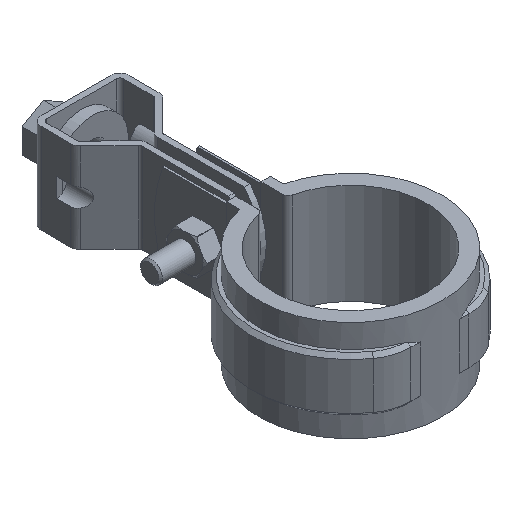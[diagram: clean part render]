
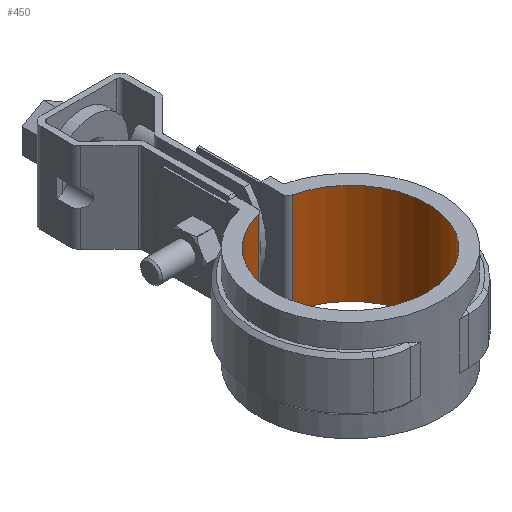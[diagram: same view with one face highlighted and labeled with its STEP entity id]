
A CAD part, isometric view. The second image highlights one B-rep face of the part: STEP entity #450.
In plain terms, the highlighted cylindrical face has radius 21.35 mm (diameter 42.7 mm), a partial arc.
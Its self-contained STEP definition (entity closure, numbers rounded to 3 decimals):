
#450 = ADVANCED_FACE( '', ( #838 ), #839, .F. );
#838 = FACE_OUTER_BOUND( '', #1724, .T. );
#839 = CYLINDRICAL_SURFACE( '', #1725, 21.35 );
#1724 = EDGE_LOOP( '', ( #4435, #4436, #4437, #4438 ) );
#1725 = AXIS2_PLACEMENT_3D( '', #4439, #4440, #4441 );
#4435 = ORIENTED_EDGE( '', *, *, #5573, .F. );
#4436 = ORIENTED_EDGE( '', *, *, #5581, .T. );
#4437 = ORIENTED_EDGE( '', *, *, #5495, .T. );
#4438 = ORIENTED_EDGE( '', *, *, #5593, .T. );
#4439 = CARTESIAN_POINT( '', ( 0., 0., -87.728 ) );
#4440 = DIRECTION( '', ( 0., 0., -1. ) );
#4441 = DIRECTION( '', ( -1., 0., 0. ) );
#5495 = EDGE_CURVE( '', #6357, #6355, #6358, .F. );
#5573 = EDGE_CURVE( '', #6481, #6483, #6484, .F. );
#5581 = EDGE_CURVE( '', #6481, #6357, #6494, .T. );
#5593 = EDGE_CURVE( '', #6355, #6483, #6506, .F. );
#6355 = VERTEX_POINT( '', #9692 );
#6357 = VERTEX_POINT( '', #9694 );
#6358 = CIRCLE( '', #9695, 21.35 );
#6481 = VERTEX_POINT( '', #10155 );
#6483 = VERTEX_POINT( '', #10157 );
#6484 = CIRCLE( '', #10158, 21.35 );
#6494 = LINE( '', #10172, #10173 );
#6506 = LINE( '', #10199, #10200 );
#9692 = CARTESIAN_POINT( '', ( 4.672, 20.833, 1.5 ) );
#9694 = CARTESIAN_POINT( '', ( -4.672, 20.833, 1.5 ) );
#9695 = AXIS2_PLACEMENT_3D( '', #11126, #11127, #11128 );
#10155 = CARTESIAN_POINT( '', ( -4.672, 20.833, -26.5 ) );
#10157 = CARTESIAN_POINT( '', ( 4.672, 20.833, -26.5 ) );
#10158 = AXIS2_PLACEMENT_3D( '', #11234, #11235, #11236 );
#10172 = CARTESIAN_POINT( '', ( -4.672, 20.833, -87.728 ) );
#10173 = VECTOR( '', #11250, 1000. );
#10199 = CARTESIAN_POINT( '', ( 4.672, 20.833, -87.728 ) );
#10200 = VECTOR( '', #11262, 1000. );
#11126 = CARTESIAN_POINT( '', ( 0., 0., 1.5 ) );
#11127 = DIRECTION( '', ( 0., 0., -1. ) );
#11128 = DIRECTION( '', ( -1., 0., 0. ) );
#11234 = CARTESIAN_POINT( '', ( 0., 0., -26.5 ) );
#11235 = DIRECTION( '', ( 0., 0., -1. ) );
#11236 = DIRECTION( '', ( -1., 0., 0. ) );
#11250 = DIRECTION( '', ( 0., 0., 1. ) );
#11262 = DIRECTION( '', ( 0., 0., 1. ) );
